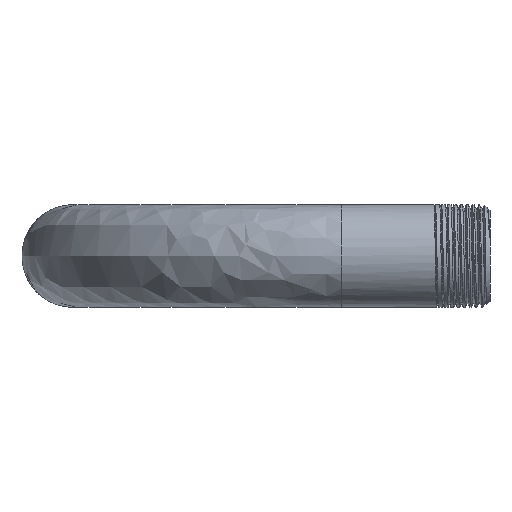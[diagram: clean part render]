
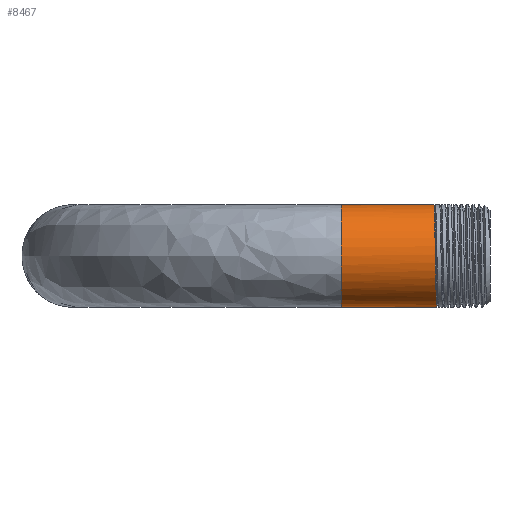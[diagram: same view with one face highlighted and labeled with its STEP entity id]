
A CAD part, left-side view. The second image highlights one B-rep face of the part: STEP entity #8467.
In plain terms, the highlighted cylindrical face has radius 8.6 mm (diameter 17.2 mm), a partial arc.
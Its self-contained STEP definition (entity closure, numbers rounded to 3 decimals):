
#96 = DIRECTION ( 'NONE',  ( 0., 0., -1. ) ) ;
#281 = VERTEX_POINT ( 'NONE', #4039 ) ;
#383 = CARTESIAN_POINT ( 'NONE',  ( -45., -16.058, -8.6 ) ) ;
#425 = CARTESIAN_POINT ( 'NONE',  ( -51.275, -15.933, -5.887 ) ) ;
#464 = CARTESIAN_POINT ( 'NONE',  ( -53.586, -15.808, 0.559 ) ) ;
#504 = CARTESIAN_POINT ( 'NONE',  ( -49.553, -15.662, 7.301 ) ) ;
#743 = EDGE_LOOP ( 'NONE', ( #6649, #8711, #6556, #7740 ) ) ;
#756 = EDGE_CURVE ( 'NONE', #6749, #281, #1785, .T. ) ;
#789 = DIRECTION ( 'NONE',  ( 0., -1., 0. ) ) ;
#1068 = AXIS2_PLACEMENT_3D ( 'NONE', #7352, #789, #96 ) ;
#1243 = CARTESIAN_POINT ( 'NONE',  ( -51.823, -15.918, -5.242 ) ) ;
#1285 = CARTESIAN_POINT ( 'NONE',  ( -53.491, -15.793, 1.396 ) ) ;
#1324 = CARTESIAN_POINT ( 'NONE',  ( -48.811, -15.647, 7.714 ) ) ;
#1785 = LINE ( 'NONE', #3507, #6158 ) ;
#2032 = CARTESIAN_POINT ( 'NONE',  ( -46.95, -16.023, -8.381 ) ) ;
#2067 = LINE ( 'NONE', #9501, #8110 ) ;
#2073 = CARTESIAN_POINT ( 'NONE',  ( -52.462, -15.898, -4.312 ) ) ;
#2110 = CARTESIAN_POINT ( 'NONE',  ( -53.314, -15.778, 2.217 ) ) ;
#2148 = CARTESIAN_POINT ( 'NONE',  ( -47.782, -15.627, 8.157 ) ) ;
#2170 = DIRECTION ( 'NONE',  ( 0., -1., 0. ) ) ;
#2864 = CARTESIAN_POINT ( 'NONE',  ( -47.766, -16.008, -8.148 ) ) ;
#2904 = CARTESIAN_POINT ( 'NONE',  ( -53.05, -15.873, -3.039 ) ) ;
#2946 = CARTESIAN_POINT ( 'NONE',  ( -53.055, -15.762, 3.025 ) ) ;
#2988 = CARTESIAN_POINT ( 'NONE',  ( -46.13, -15.597, 8.544 ) ) ;
#3507 = CARTESIAN_POINT ( 'NONE',  ( -45., 500000., -8.6 ) ) ;
#3691 = CARTESIAN_POINT ( 'NONE',  ( -48.801, -15.988, -7.72 ) ) ;
#3734 = CARTESIAN_POINT ( 'NONE',  ( -53.311, -15.858, -2.23 ) ) ;
#3774 = CARTESIAN_POINT ( 'NONE',  ( -52.468, -15.737, 4.302 ) ) ;
#3779 = DIRECTION ( 'NONE',  ( 0., -1., 0. ) ) ;
#3813 = CARTESIAN_POINT ( 'NONE',  ( -45., -15.577, 8.6 ) ) ;
#4039 = CARTESIAN_POINT ( 'NONE',  ( -45., -16.058, -8.6 ) ) ;
#4248 = AXIS2_PLACEMENT_3D ( 'NONE', #7076, #2170, #7914 ) ;
#4352 = CARTESIAN_POINT ( 'NONE',  ( -45., -15.577, 8.6 ) ) ;
#4399 = VERTEX_POINT ( 'NONE', #6962 ) ;
#4523 = CARTESIAN_POINT ( 'NONE',  ( -49.54, -15.973, -7.309 ) ) ;
#4562 = CARTESIAN_POINT ( 'NONE',  ( -53.544, -15.838, -1.132 ) ) ;
#4601 = CARTESIAN_POINT ( 'NONE',  ( -51.482, -15.707, 5.679 ) ) ;
#4791 = CIRCLE ( 'NONE', #4248, 8.6 ) ;
#5037 = EDGE_CURVE ( 'NONE', #281, #9809, #9663, .T. ) ;
#5347 = CARTESIAN_POINT ( 'NONE',  ( -50.68, -15.948, -6.481 ) ) ;
#5391 = CARTESIAN_POINT ( 'NONE',  ( -53.6, -15.813, 0.276 ) ) ;
#5429 = CARTESIAN_POINT ( 'NONE',  ( -50.256, -15.677, 6.83 ) ) ;
#5716 = EDGE_CURVE ( 'NONE', #4399, #6749, #4791, .T. ) ;
#6121 = CARTESIAN_POINT ( 'NONE',  ( -45.561, -16.048, -8.6 ) ) ;
#6158 = VECTOR ( 'NONE', #9229, 1000. ) ;
#6162 = CARTESIAN_POINT ( 'NONE',  ( -51.464, -15.928, -5.679 ) ) ;
#6199 = CARTESIAN_POINT ( 'NONE',  ( -53.532, -15.798, 1.119 ) ) ;
#6233 = CARTESIAN_POINT ( 'NONE',  ( -49.308, -15.657, 7.448 ) ) ;
#6380 = EDGE_CURVE ( 'NONE', #4399, #9809, #2067, .T. ) ;
#6556 = ORIENTED_EDGE ( 'NONE', *, *, #756, .T. ) ;
#6649 = ORIENTED_EDGE ( 'NONE', *, *, #6380, .F. ) ;
#6749 = VERTEX_POINT ( 'NONE', #8290 ) ;
#6936 = CARTESIAN_POINT ( 'NONE',  ( -46.119, -16.038, -8.546 ) ) ;
#6962 = CARTESIAN_POINT ( 'NONE',  ( -45., 0., 8.6 ) ) ;
#6978 = CARTESIAN_POINT ( 'NONE',  ( -51.993, -15.913, -5.014 ) ) ;
#7018 = CARTESIAN_POINT ( 'NONE',  ( -53.382, -15.783, 1.945 ) ) ;
#7054 = CARTESIAN_POINT ( 'NONE',  ( -48.558, -15.642, 7.835 ) ) ;
#7076 = CARTESIAN_POINT ( 'NONE',  ( -45., 0., 0. ) ) ;
#7167 = CYLINDRICAL_SURFACE ( 'NONE', #1068, 8.6 ) ;
#7352 = CARTESIAN_POINT ( 'NONE',  ( -45., 500000., 0. ) ) ;
#7740 = ORIENTED_EDGE ( 'NONE', *, *, #5037, .T. ) ;
#7769 = CARTESIAN_POINT ( 'NONE',  ( -47.226, -16.018, -8.312 ) ) ;
#7809 = CARTESIAN_POINT ( 'NONE',  ( -52.726, -15.888, -3.818 ) ) ;
#7851 = CARTESIAN_POINT ( 'NONE',  ( -53.151, -15.768, 2.757 ) ) ;
#7889 = CARTESIAN_POINT ( 'NONE',  ( -47.243, -15.617, 8.322 ) ) ;
#7914 = DIRECTION ( 'NONE',  ( 0., 0., -1. ) ) ;
#8110 = VECTOR ( 'NONE', #3779, 1000. ) ;
#8290 = CARTESIAN_POINT ( 'NONE',  ( -45., 0., -8.6 ) ) ;
#8467 = ADVANCED_FACE ( 'NONE', ( #9603 ), #7167, .T. ) ;
#8598 = CARTESIAN_POINT ( 'NONE',  ( -48.294, -15.998, -7.959 ) ) ;
#8637 = CARTESIAN_POINT ( 'NONE',  ( -53.146, -15.868, -2.771 ) ) ;
#8679 = CARTESIAN_POINT ( 'NONE',  ( -52.732, -15.747, 3.808 ) ) ;
#8711 = ORIENTED_EDGE ( 'NONE', *, *, #5716, .T. ) ;
#8716 = CARTESIAN_POINT ( 'NONE',  ( -45.568, -15.587, 8.6 ) ) ;
#9229 = DIRECTION ( 'NONE',  ( 0., -1., 0. ) ) ;
#9420 = CARTESIAN_POINT ( 'NONE',  ( -49.297, -15.978, -7.455 ) ) ;
#9455 = CARTESIAN_POINT ( 'NONE',  ( -53.379, -15.853, -1.957 ) ) ;
#9496 = CARTESIAN_POINT ( 'NONE',  ( -51.845, -15.717, 5.236 ) ) ;
#9501 = CARTESIAN_POINT ( 'NONE',  ( -45., 500000., 8.6 ) ) ;
#9603 = FACE_OUTER_BOUND ( 'NONE', #743, .T. ) ;
#9663 = B_SPLINE_CURVE_WITH_KNOTS ( 'NONE', 3,
 ( #383, #6121, #6936, #2032, #7769, #2864, #8598, #3691, #9420, #4523, #10238, #5347, #425, #6162, #1243, #6978, #2073, #7809, #2904, #8637, #3734, #9455, #4562, #10278, #5391, #464, #6199, #1285, #7018, #2110, #7851, #2946, #8679, #3774, #9496, #4601, #10319, #5429, #504, #6233, #1324, #7054, #2148, #7889, #2988, #8716, #3813 ),
 .UNSPECIFIED., .F., .F.,
 ( 4, 2, 2, 1, 2, 2, 2, 2, 2, 2, 2, 2, 2, 2, 2, 2, 2, 2, 2, 2, 2, 2, 2, 4 ),
 ( 0.443, 0.445, 0.446, 0.447, 0.447, 0.448, 0.45, 0.451, 0.452, 0.453, 0.454, 0.455, 0.457, 0.458, 0.458, 0.459, 0.46, 0.462, 0.463, 0.465, 0.466, 0.467, 0.468, 0.47 ),
 .UNSPECIFIED. ) ;
#9809 = VERTEX_POINT ( 'NONE', #4352 ) ;
#10238 = CARTESIAN_POINT ( 'NONE',  ( -50.247, -15.958, -6.838 ) ) ;
#10278 = CARTESIAN_POINT ( 'NONE',  ( -53.6, -15.828, -0.574 ) ) ;
#10319 = CARTESIAN_POINT ( 'NONE',  ( -50.689, -15.687, 6.474 ) ) ;
